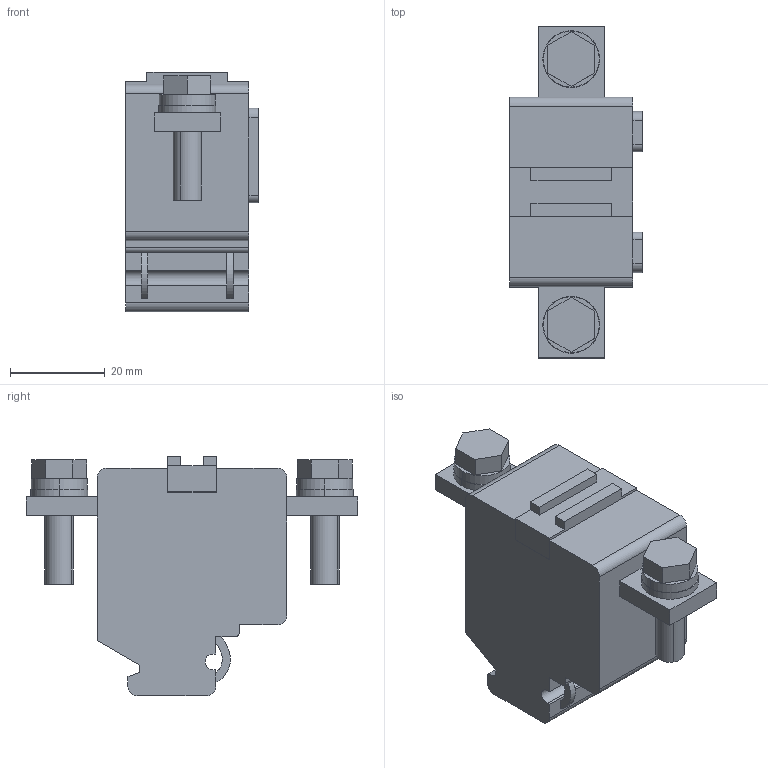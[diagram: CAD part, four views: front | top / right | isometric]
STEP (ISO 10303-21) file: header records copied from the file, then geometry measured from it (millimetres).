
FILE_DESCRIPTION(('CATIA V5R24 STEP','CAx-IF Rec.Pracs.--- Model Styling and Organization---1.2---2011-12-15'),'2;1');
FILE_NAME ('397755_1', '2017-03-30T11:47:36+00:00', ('Weidmueller Interface'), ('Weidmueller'), 'CATIA Version 5-6 Release 2014 SP4 HF52', 'CATIA V5 STEP AP214', 'none');
FILE_SCHEMA(('AUTOMOTIVE_DESIGN { 1 0 10303 214 1 1 1 1 }'));
Length unit declared in the file: millimetre
Products named in the file (1): v5-standard_part
Bounding box: 28 x 70 x 50.6 mm (x, y, z)
Volume: 46969.9 mm3; surface area: 11799.9 mm2
Topology: 6 solids, 6 shells, 122 faces, 300 edges, 200 vertices
Faces by surface type: plane 91, cylinder 27, extrusion 4
Entity records: 3615 total; most frequent: CARTESIAN_POINT 860, ORIENTED_EDGE 600, DIRECTION 454, EDGE_CURVE 300, VECTOR 230, LINE 226, VERTEX_POINT 200, AXIS2_PLACEMENT_3D 140
